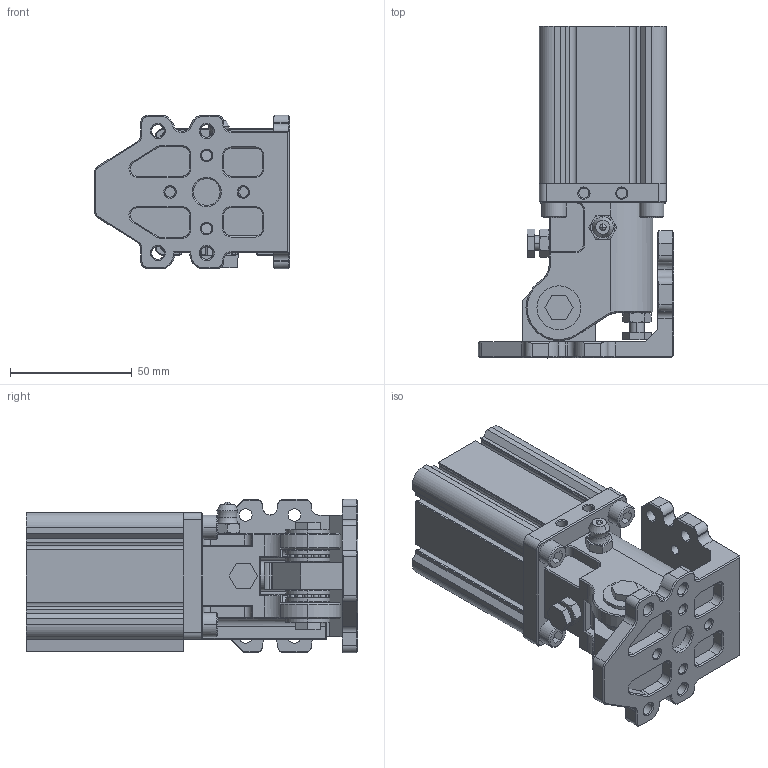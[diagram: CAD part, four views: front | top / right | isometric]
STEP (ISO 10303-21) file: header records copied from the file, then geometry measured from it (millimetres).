
FILE_DESCRIPTION(('CATIA V5 STEP Exchange'),'2;1');
FILE_NAME('dhr2c-40m30zg-lb.stp','2022-01-31T10:17:16+00:00',('none'),('none'),'CATIA Version 5 Release 21 GA (IN-10)','CATIA V5 STEP AP214','none');
FILE_SCHEMA(('AUTOMOTIVE_DESIGN { 1 0 10303 214 1 1 1 1 }'));
Products named in the file (3): DHR2C-40M30ZG-LB; DHR2C-40M30ZG.1; DHR2C-40M30ZG.3
Assembly tree (2 placements, depth 2):
  DHR2C-40M30ZG-LB
    DHR2C-40M30ZG.1
    DHR2C-40M30ZG.3
Bounding box: 80 x 136 x 63 mm (x, y, z)
Volume: 229875.8 mm3; surface area: 114205.3 mm2
Topology: 57 solids, 57 shells, 1611 faces, 4006 edges, 2334 vertices
Faces by surface type: plane 593, cylinder 475, cone 396, sphere 108, torus 28, bspline 11
Entity records: 51530 total; most frequent: CARTESIAN_POINT 15427, ORIENTED_EDGE 7588, DIRECTION 6432, EDGE_CURVE 3794, AXIS2_PLACEMENT_3D 2986, VERTEX_POINT 2334, VECTOR 1850, LINE 1850
